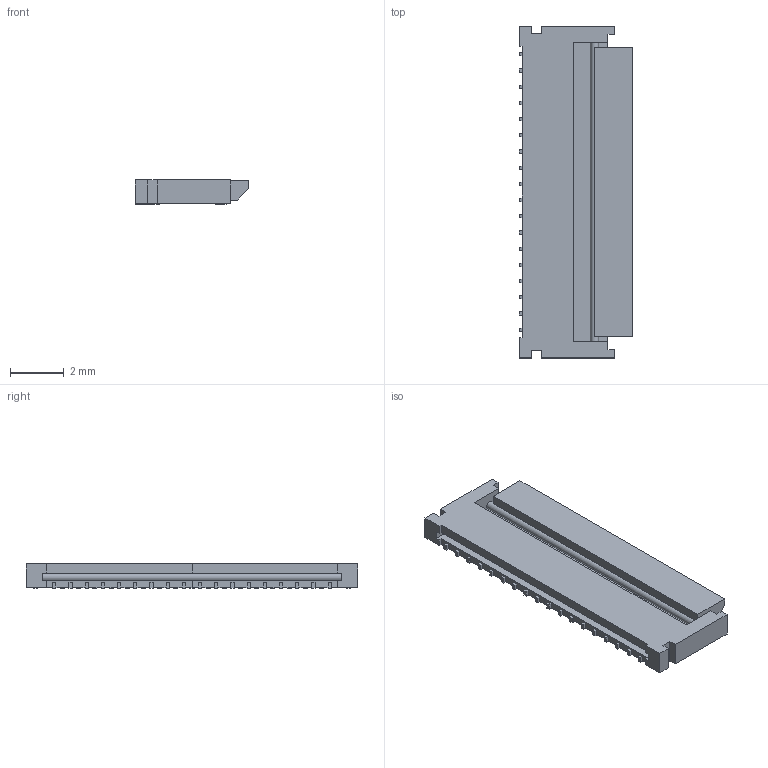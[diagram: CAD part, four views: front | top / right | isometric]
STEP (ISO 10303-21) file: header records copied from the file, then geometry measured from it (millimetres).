
FILE_DESCRIPTION(/* description */ ('model of Molex_502250-3591_2Rows-35Pins-1MP_P0.60mm_Horizontal'),/* implementation_level */ '2;1');
FILE_NAME(/* name */ 'Molex_502250-3591_2Rows-35Pins-1MP_P0.60mm_Horizontal.step',/* time_stamp */ '2018-06-20T01:15:07',/* author */ ('Joel Holdsworth',''),/* organization */ (''),/* preprocessor_version */ '',/* originating_system */ '',/* authorisation */ '');
FILE_SCHEMA(('AUTOMOTIVE_DESIGN { 1 0 10303 214 1 1 1 1 }'));
Length unit declared in the file: millimetre
Products named in the file (1): Molex_502250_3591
Bounding box: 4.19 x 12.3 x 0.9 mm (x, y, z)
Volume: 28.7 mm3; surface area: 195.2 mm2
Topology: 1 solids, 1 shells, 298 faces, 886 edges, 590 vertices
Faces by surface type: plane 275, extrusion 21, cylinder 2
Entity records: 6261 total; most frequent: ORIENTED_EDGE 1339, EDGE_CURVE 886, CARTESIAN_POINT 877, LINE 713, VERTEX_POINT 590, FACE_BOUND 300, EDGE_LOOP 300, ADVANCED_FACE 298
